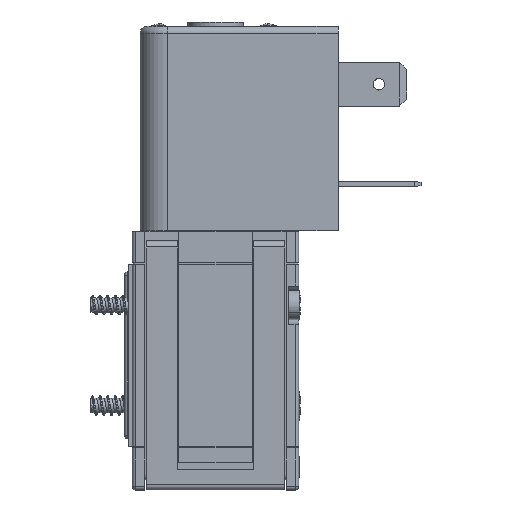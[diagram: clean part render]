
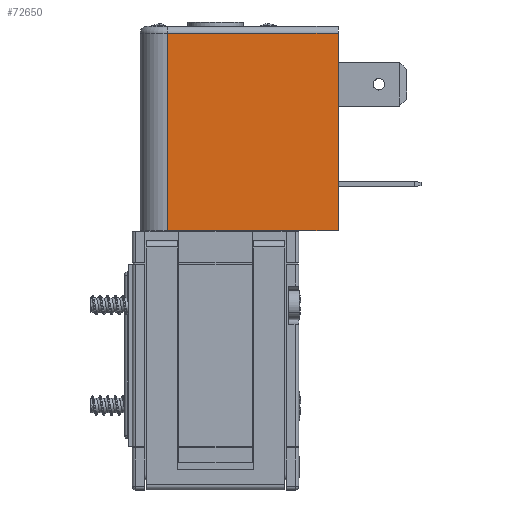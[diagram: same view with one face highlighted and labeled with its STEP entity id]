
A CAD part, left-side view. The second image highlights one B-rep face of the part: STEP entity #72650.
In plain terms, the highlighted planar face has unit normal (-1, 0, 0).
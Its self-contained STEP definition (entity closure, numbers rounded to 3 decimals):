
#72630=AXIS2_PLACEMENT_3D('Plane Axis2P3D',#72627,#72628,#72629) ;
#71694=CARTESIAN_POINT('Line Origine',(-11.,6.9,60.65)) ;
#71698=CARTESIAN_POINT('Vertex',(-11.,6.9,59.65)) ;
#71700=CARTESIAN_POINT('Vertex',(-11.,6.9,31.15)) ;
#72576=CARTESIAN_POINT('Line Origine',(-11.,-5.4,31.15)) ;
#72580=CARTESIAN_POINT('Vertex',(-11.,-17.7,31.15)) ;
#72627=CARTESIAN_POINT('Axis2P3D Location',(-11.,10.9,60.65)) ;
#72632=CARTESIAN_POINT('Line Origine',(-11.,-17.7,45.4)) ;
#72636=CARTESIAN_POINT('Vertex',(-11.,-17.7,59.65)) ;
#72639=CARTESIAN_POINT('Line Origine',(-11.,-5.4,59.65)) ;
#71695=DIRECTION('Vector Direction',(0.,0.,-1.)) ;
#72577=DIRECTION('Vector Direction',(0.,-1.,0.)) ;
#72628=DIRECTION('Axis2P3D Direction',(1.,0.,0.)) ;
#72629=DIRECTION('Axis2P3D XDirection',(0.,1.,0.)) ;
#72633=DIRECTION('Vector Direction',(0.,0.,-1.)) ;
#72640=DIRECTION('Vector Direction',(0.,1.,0.)) ;
#71696=VECTOR('Line Direction',#71695,1.) ;
#72578=VECTOR('Line Direction',#72577,1.) ;
#72634=VECTOR('Line Direction',#72633,1.) ;
#72641=VECTOR('Line Direction',#72640,1.) ;
#72645=ORIENTED_EDGE('',*,*,#72638,.F.) ;
#72646=ORIENTED_EDGE('',*,*,#72643,.T.) ;
#72647=ORIENTED_EDGE('',*,*,#71702,.T.) ;
#72648=ORIENTED_EDGE('',*,*,#72582,.T.) ;
#72650=ADVANCED_FACE('K\X2\00F6\X0\rper.2',(#72649),#72631,.F.) ;
#71702=EDGE_CURVE('',#71699,#71701,#71697,.T.) ;
#72582=EDGE_CURVE('',#71701,#72581,#72579,.T.) ;
#72638=EDGE_CURVE('',#72637,#72581,#72635,.T.) ;
#72643=EDGE_CURVE('',#72637,#71699,#72642,.T.) ;
#72644=EDGE_LOOP('',(#72645,#72646,#72647,#72648)) ;
#72649=FACE_OUTER_BOUND('',#72644,.T.) ;
#71697=LINE('Line',#71694,#71696) ;
#72579=LINE('Line',#72576,#72578) ;
#72635=LINE('Line',#72632,#72634) ;
#72642=LINE('Line',#72639,#72641) ;
#72631=PLANE('',#72630) ;
#71699=VERTEX_POINT('',#71698) ;
#71701=VERTEX_POINT('',#71700) ;
#72581=VERTEX_POINT('',#72580) ;
#72637=VERTEX_POINT('',#72636) ;
